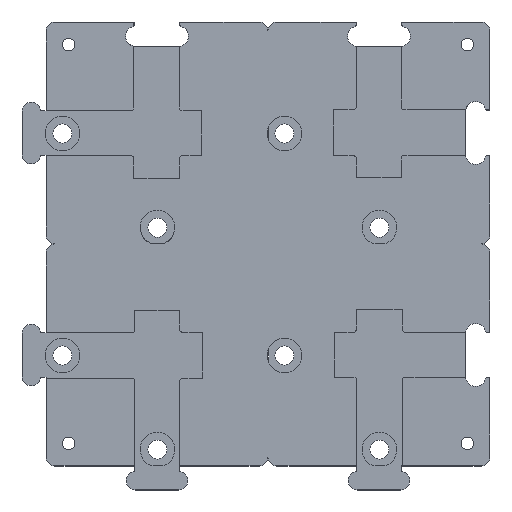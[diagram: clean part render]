
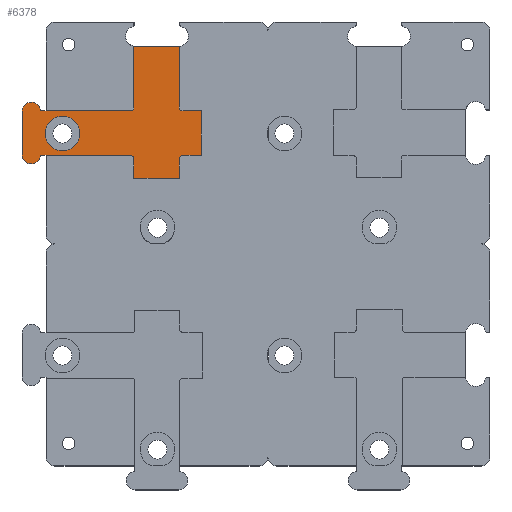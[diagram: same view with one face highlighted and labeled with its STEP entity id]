
A CAD part, top view. The second image highlights one B-rep face of the part: STEP entity #6378.
In plain terms, the highlighted planar face has unit normal (0, 0, 1).
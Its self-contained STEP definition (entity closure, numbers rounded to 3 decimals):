
#95=FACE_BOUND('',#1124,.T.);
#311=PLANE('',#7207);
#624=FACE_OUTER_BOUND('',#1123,.T.);
#1123=EDGE_LOOP('',(#5277,#5278,#5279,#5280,#5281,#5282,#5283,#5284,#5285,
#5286,#5287,#5288,#5289,#5290,#5291,#5292,#5293,#5294,#5295,#5296,#5297,
#5298,#5299,#5300,#5301,#5302,#5303,#5304));
#1124=EDGE_LOOP('',(#5305));
#1321=LINE('',#9751,#1833);
#1327=LINE('',#9763,#1839);
#1335=LINE('',#9781,#1847);
#1340=LINE('',#9798,#1852);
#1345=LINE('',#9811,#1857);
#1348=LINE('',#9817,#1860);
#1351=LINE('',#9823,#1863);
#1355=LINE('',#9835,#1867);
#1358=LINE('',#9841,#1870);
#1361=LINE('',#9847,#1873);
#1651=LINE('',#11035,#2163);
#1652=LINE('',#11038,#2164);
#1653=LINE('',#11044,#2165);
#1654=LINE('',#11048,#2166);
#1655=LINE('',#11052,#2167);
#1656=LINE('',#11057,#2168);
#1833=VECTOR('',#7744,10.);
#1839=VECTOR('',#7752,10.);
#1847=VECTOR('',#7764,10.);
#1852=VECTOR('',#7781,10.);
#1857=VECTOR('',#7794,10.);
#1860=VECTOR('',#7799,10.);
#1863=VECTOR('',#7804,10.);
#1867=VECTOR('',#7816,10.);
#1870=VECTOR('',#7821,10.);
#1873=VECTOR('',#7826,10.);
#2163=VECTOR('',#8980,10.);
#2164=VECTOR('',#8983,10.);
#2165=VECTOR('',#8988,10.);
#2166=VECTOR('',#8991,10.);
#2167=VECTOR('',#8994,10.);
#2168=VECTOR('',#8999,10.);
#2378=CIRCLE('',#6761,7.5);
#2380=CIRCLE('',#6765,7.5);
#2382=CIRCLE('',#6771,7.5);
#2384=CIRCLE('',#6777,7.5);
#2408=CIRCLE('',#6835,2.151);
#2659=CIRCLE('',#7171,3.9);
#2669=CIRCLE('',#7205,2.15);
#2670=CIRCLE('',#7208,0.5);
#2671=CIRCLE('',#7209,2.);
#2672=CIRCLE('',#7210,2.);
#2673=CIRCLE('',#7211,2.);
#2674=CIRCLE('',#7212,2.);
#2675=CIRCLE('',#7213,0.5);
#2752=VERTEX_POINT('',#9747);
#2754=VERTEX_POINT('',#9750);
#2757=VERTEX_POINT('',#9757);
#2759=VERTEX_POINT('',#9761);
#2765=VERTEX_POINT('',#9775);
#2767=VERTEX_POINT('',#9779);
#2771=VERTEX_POINT('',#9791);
#2772=VERTEX_POINT('',#9795);
#2775=VERTEX_POINT('',#9803);
#2777=VERTEX_POINT('',#9809);
#2779=VERTEX_POINT('',#9815);
#2781=VERTEX_POINT('',#9821);
#2783=VERTEX_POINT('',#9827);
#2785=VERTEX_POINT('',#9833);
#2787=VERTEX_POINT('',#9839);
#2789=VERTEX_POINT('',#9845);
#2868=VERTEX_POINT('',#10070);
#3244=VERTEX_POINT('',#10965);
#3255=VERTEX_POINT('',#11031);
#3256=VERTEX_POINT('',#11037);
#3257=VERTEX_POINT('',#11039);
#3258=VERTEX_POINT('',#11041);
#3259=VERTEX_POINT('',#11043);
#3260=VERTEX_POINT('',#11045);
#3261=VERTEX_POINT('',#11047);
#3262=VERTEX_POINT('',#11049);
#3263=VERTEX_POINT('',#11051);
#3264=VERTEX_POINT('',#11053);
#3265=VERTEX_POINT('',#11055);
#3375=EDGE_CURVE('',#2752,#2754,#1321,.T.);
#3381=EDGE_CURVE('',#2759,#2757,#1327,.T.);
#3389=EDGE_CURVE('',#2767,#2765,#1335,.T.);
#3395=EDGE_CURVE('',#2771,#2759,#2378,.T.);
#3397=EDGE_CURVE('',#2772,#2771,#1340,.T.);
#3401=EDGE_CURVE('',#2775,#2767,#2380,.T.);
#3404=EDGE_CURVE('',#2777,#2775,#1345,.T.);
#3407=EDGE_CURVE('',#2779,#2777,#1348,.T.);
#3410=EDGE_CURVE('',#2781,#2779,#1351,.T.);
#3413=EDGE_CURVE('',#2783,#2781,#2382,.T.);
#3416=EDGE_CURVE('',#2785,#2783,#1355,.T.);
#3419=EDGE_CURVE('',#2787,#2785,#1358,.T.);
#3422=EDGE_CURVE('',#2789,#2787,#1361,.T.);
#3424=EDGE_CURVE('',#2754,#2789,#2384,.T.);
#3532=EDGE_CURVE('',#2868,#2752,#2408,.T.);
#3966=EDGE_CURVE('',#3244,#3244,#2659,.T.);
#3997=EDGE_CURVE('',#2757,#3255,#2669,.T.);
#3999=EDGE_CURVE('',#3255,#2868,#1651,.T.);
#4000=EDGE_CURVE('',#2772,#3256,#1652,.T.);
#4001=EDGE_CURVE('',#3256,#3257,#2670,.T.);
#4002=EDGE_CURVE('',#3257,#3258,#2671,.T.);
#4003=EDGE_CURVE('',#3258,#3259,#1653,.T.);
#4004=EDGE_CURVE('',#3259,#3260,#2672,.T.);
#4005=EDGE_CURVE('',#3260,#3261,#1654,.T.);
#4006=EDGE_CURVE('',#3261,#3262,#2673,.T.);
#4007=EDGE_CURVE('',#3262,#3263,#1655,.T.);
#4008=EDGE_CURVE('',#3263,#3264,#2674,.T.);
#4009=EDGE_CURVE('',#3264,#3265,#2675,.T.);
#4010=EDGE_CURVE('',#3265,#2765,#1656,.T.);
#5277=ORIENTED_EDGE('',*,*,#4000,.T.);
#5278=ORIENTED_EDGE('',*,*,#4001,.T.);
#5279=ORIENTED_EDGE('',*,*,#4002,.T.);
#5280=ORIENTED_EDGE('',*,*,#4003,.T.);
#5281=ORIENTED_EDGE('',*,*,#4004,.T.);
#5282=ORIENTED_EDGE('',*,*,#4005,.T.);
#5283=ORIENTED_EDGE('',*,*,#4006,.T.);
#5284=ORIENTED_EDGE('',*,*,#4007,.T.);
#5285=ORIENTED_EDGE('',*,*,#4008,.T.);
#5286=ORIENTED_EDGE('',*,*,#4009,.T.);
#5287=ORIENTED_EDGE('',*,*,#4010,.T.);
#5288=ORIENTED_EDGE('',*,*,#3389,.F.);
#5289=ORIENTED_EDGE('',*,*,#3401,.F.);
#5290=ORIENTED_EDGE('',*,*,#3404,.F.);
#5291=ORIENTED_EDGE('',*,*,#3407,.F.);
#5292=ORIENTED_EDGE('',*,*,#3410,.F.);
#5293=ORIENTED_EDGE('',*,*,#3413,.F.);
#5294=ORIENTED_EDGE('',*,*,#3416,.F.);
#5295=ORIENTED_EDGE('',*,*,#3419,.F.);
#5296=ORIENTED_EDGE('',*,*,#3422,.F.);
#5297=ORIENTED_EDGE('',*,*,#3424,.F.);
#5298=ORIENTED_EDGE('',*,*,#3375,.F.);
#5299=ORIENTED_EDGE('',*,*,#3532,.F.);
#5300=ORIENTED_EDGE('',*,*,#3999,.F.);
#5301=ORIENTED_EDGE('',*,*,#3997,.F.);
#5302=ORIENTED_EDGE('',*,*,#3381,.F.);
#5303=ORIENTED_EDGE('',*,*,#3395,.F.);
#5304=ORIENTED_EDGE('',*,*,#3397,.F.);
#5305=ORIENTED_EDGE('',*,*,#3966,.T.);
#6378=ADVANCED_FACE('',(#624,#95),#311,.T.);
#6761=AXIS2_PLACEMENT_3D('',#9793,#7776,#7777);
#6765=AXIS2_PLACEMENT_3D('',#9805,#7788,#7789);
#6771=AXIS2_PLACEMENT_3D('',#9829,#7810,#7811);
#6777=AXIS2_PLACEMENT_3D('',#9850,#7831,#7832);
#6835=AXIS2_PLACEMENT_3D('',#10071,#8031,#8032);
#7171=AXIS2_PLACEMENT_3D('',#10966,#8886,#8887);
#7205=AXIS2_PLACEMENT_3D('',#11032,#8975,#8976);
#7207=AXIS2_PLACEMENT_3D('',#11036,#8981,#8982);
#7208=AXIS2_PLACEMENT_3D('',#11040,#8984,#8985);
#7209=AXIS2_PLACEMENT_3D('',#11042,#8986,#8987);
#7210=AXIS2_PLACEMENT_3D('',#11046,#8989,#8990);
#7211=AXIS2_PLACEMENT_3D('',#11050,#8992,#8993);
#7212=AXIS2_PLACEMENT_3D('',#11054,#8995,#8996);
#7213=AXIS2_PLACEMENT_3D('',#11056,#8997,#8998);
#7744=DIRECTION('',(0.,-1.,0.));
#7752=DIRECTION('',(0.,1.,0.));
#7764=DIRECTION('',(-1.,0.,0.));
#7776=DIRECTION('center_axis',(0.,0.,-1.));
#7777=DIRECTION('ref_axis',(0.,-1.,0.));
#7781=DIRECTION('',(1.,0.,0.));
#7788=DIRECTION('center_axis',(0.,0.,-1.));
#7789=DIRECTION('ref_axis',(0.,-1.,0.));
#7794=DIRECTION('',(0.,1.,0.));
#7799=DIRECTION('',(-1.,0.,0.));
#7804=DIRECTION('',(0.,-1.,0.));
#7810=DIRECTION('center_axis',(0.,0.,-1.));
#7811=DIRECTION('ref_axis',(0.,-1.,0.));
#7816=DIRECTION('',(-1.,0.,0.));
#7821=DIRECTION('',(0.,-1.,0.));
#7826=DIRECTION('',(1.,0.,0.));
#7831=DIRECTION('center_axis',(0.,0.,-1.));
#7832=DIRECTION('ref_axis',(0.,-1.,0.));
#8031=DIRECTION('center_axis',(0.,0.,1.));
#8032=DIRECTION('ref_axis',(0.,1.,0.));
#8886=DIRECTION('center_axis',(0.,0.,-1.));
#8887=DIRECTION('ref_axis',(1.,0.,0.));
#8975=DIRECTION('center_axis',(0.,0.,1.));
#8976=DIRECTION('ref_axis',(1.,0.,0.));
#8980=DIRECTION('',(1.,0.,0.));
#8981=DIRECTION('center_axis',(0.,0.,1.));
#8982=DIRECTION('ref_axis',(1.,0.,0.));
#8983=DIRECTION('',(-1.,0.,0.));
#8984=DIRECTION('center_axis',(0.,0.,-1.));
#8985=DIRECTION('ref_axis',(0.947,0.32,0.));
#8986=DIRECTION('center_axis',(0.,0.,1.));
#8987=DIRECTION('ref_axis',(0.98,0.2,0.));
#8988=DIRECTION('',(-1.,0.,0.));
#8989=DIRECTION('center_axis',(0.,0.,1.));
#8990=DIRECTION('ref_axis',(0.,1.,0.));
#8991=DIRECTION('',(0.,-1.,0.));
#8992=DIRECTION('center_axis',(0.,0.,1.));
#8993=DIRECTION('ref_axis',(-1.,0.,0.));
#8994=DIRECTION('',(1.,0.,0.));
#8995=DIRECTION('center_axis',(0.,0.,1.));
#8996=DIRECTION('ref_axis',(0.,-1.,0.));
#8997=DIRECTION('center_axis',(0.,0.,-1.));
#8998=DIRECTION('ref_axis',(0.,-1.,0.));
#8999=DIRECTION('',(1.,0.,0.));
#9747=CARTESIAN_POINT('',(-45.65,69.35,5.1));
#9750=CARTESIAN_POINT('',(-45.65,55.199,5.1));
#9751=CARTESIAN_POINT('',(-45.65,39.6,5.1));
#9757=CARTESIAN_POINT('',(-55.849,69.366,5.1));
#9761=CARTESIAN_POINT('',(-55.849,55.2,5.1));
#9763=CARTESIAN_POINT('',(-55.849,74.8,5.1));
#9775=CARTESIAN_POINT('',(-75.65,44.8,5.1));
#9779=CARTESIAN_POINT('',(-56.428,44.8,5.1));
#9781=CARTESIAN_POINT('',(-81.434,44.8,5.1));
#9791=CARTESIAN_POINT('',(-56.249,54.8,5.1));
#9793=CARTESIAN_POINT('Origin',(-50.75,49.7,5.1));
#9795=CARTESIAN_POINT('',(-75.65,54.8,5.1));
#9798=CARTESIAN_POINT('',(-40.65,54.8,5.1));
#9803=CARTESIAN_POINT('',(-55.849,44.2,5.1));
#9805=CARTESIAN_POINT('Origin',(-50.75,49.7,5.1));
#9809=CARTESIAN_POINT('',(-55.849,39.6,5.1));
#9811=CARTESIAN_POINT('',(-55.849,74.8,5.1));
#9815=CARTESIAN_POINT('',(-45.65,39.6,5.1));
#9817=CARTESIAN_POINT('',(-55.849,39.6,5.1));
#9821=CARTESIAN_POINT('',(-45.65,44.201,5.1));
#9823=CARTESIAN_POINT('',(-45.65,39.6,5.1));
#9827=CARTESIAN_POINT('',(-45.072,44.8,5.1));
#9829=CARTESIAN_POINT('Origin',(-50.75,49.7,5.1));
#9833=CARTESIAN_POINT('',(-40.65,44.8,5.1));
#9835=CARTESIAN_POINT('',(-81.434,44.8,5.1));
#9839=CARTESIAN_POINT('',(-40.65,54.8,5.1));
#9841=CARTESIAN_POINT('',(-40.65,44.8,5.1));
#9845=CARTESIAN_POINT('',(-45.251,54.8,5.1));
#9847=CARTESIAN_POINT('',(-40.65,54.8,5.1));
#9850=CARTESIAN_POINT('Origin',(-50.75,49.7,5.1));
#10070=CARTESIAN_POINT('',(-45.707,69.35,5.1));
#10071=CARTESIAN_POINT('Origin',(-45.706,71.501,5.1));
#10965=CARTESIAN_POINT('',(-75.85,49.7,5.1));
#10966=CARTESIAN_POINT('Origin',(-71.95,49.7,5.1));
#11031=CARTESIAN_POINT('',(-55.59,69.35,5.1));
#11032=CARTESIAN_POINT('Origin',(-55.59,71.5,5.1));
#11035=CARTESIAN_POINT('',(-48.228,69.35,5.1));
#11036=CARTESIAN_POINT('Origin',(-65.957,-15.507,5.1));
#11037=CARTESIAN_POINT('',(-76.476,54.8,5.1));
#11038=CARTESIAN_POINT('',(-75.65,54.8,5.1));
#11039=CARTESIAN_POINT('',(-76.95,55.14,5.1));
#11040=CARTESIAN_POINT('Origin',(-76.476,55.3,5.1));
#11041=CARTESIAN_POINT('',(-78.91,56.74,5.1));
#11042=CARTESIAN_POINT('Origin',(-78.91,54.74,5.1));
#11043=CARTESIAN_POINT('',(-79.05,56.74,5.1));
#11044=CARTESIAN_POINT('',(-78.91,56.74,5.1));
#11045=CARTESIAN_POINT('',(-81.05,54.74,5.1));
#11046=CARTESIAN_POINT('Origin',(-79.05,54.74,5.1));
#11047=CARTESIAN_POINT('',(-81.05,44.86,5.1));
#11048=CARTESIAN_POINT('',(-81.05,54.74,5.1));
#11049=CARTESIAN_POINT('',(-79.05,42.86,5.1));
#11050=CARTESIAN_POINT('Origin',(-79.05,44.86,5.1));
#11051=CARTESIAN_POINT('',(-78.91,42.86,5.1));
#11052=CARTESIAN_POINT('',(-79.05,42.86,5.1));
#11053=CARTESIAN_POINT('',(-76.95,44.46,5.1));
#11054=CARTESIAN_POINT('Origin',(-78.91,44.86,5.1));
#11055=CARTESIAN_POINT('',(-76.476,44.8,5.1));
#11056=CARTESIAN_POINT('Origin',(-76.476,44.3,5.1));
#11057=CARTESIAN_POINT('',(-76.476,44.8,5.1));
